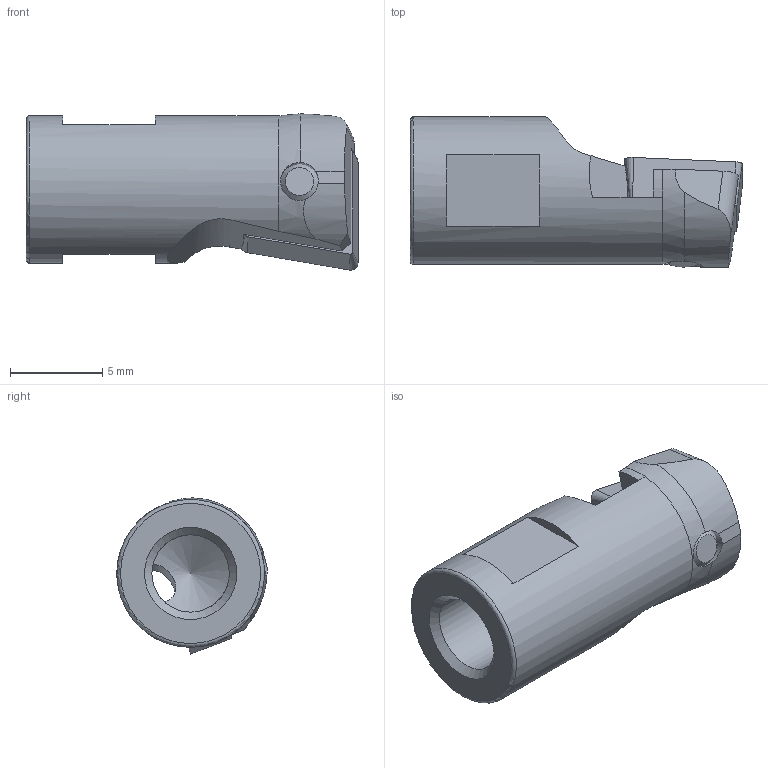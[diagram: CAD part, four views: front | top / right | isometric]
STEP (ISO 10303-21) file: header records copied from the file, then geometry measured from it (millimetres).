
FILE_DESCRIPTION (( 'STEP AP214' ), '1' );
FILE_NAME ('HS5.A09.K11.018.STEP', '2020-08-14T10:34:43', ( '' ), ( '' ), 'SwSTEP 2.0', 'SolidWorks 2017', '' );
FILE_SCHEMA (( 'AUTOMOTIVE_DESIGN' ));
Length unit declared in the file: millimetre
Products named in the file (4): HS5.A09.K11.018; HS5-A09.K11.018_D; CCMT060204; WCA-ER2.001.005_A
Assembly tree (3 placements, depth 2):
  HS5.A09.K11.018
    HS5-A09.K11.018_D
    WCA-ER2.001.005_A
    CCMT060204
Bounding box: 18 x 8.15 x 8.47 mm (x, y, z)
Volume: 563.6 mm3; surface area: 796.3 mm2
Topology: 3 solids, 3 shells, 103 faces, 264 edges, 165 vertices
Faces by surface type: plane 40, cylinder 26, cone 20, bspline 12, torus 4, sphere 1
Full cylindrical faces by diameter (mm): 2 x1, 2.05 x1, 2.5 x1, 2.8 x1, 3.4 x1, 3.85 x1, 4.2 x1, 8 x1
Entity records: 3455 total; most frequent: CARTESIAN_POINT 1105, ORIENTED_EDGE 464, DIRECTION 402, EDGE_CURVE 232, VERTEX_POINT 155, AXIS2_PLACEMENT_3D 153, EDGE_LOOP 127, FACE_OUTER_BOUND 115
